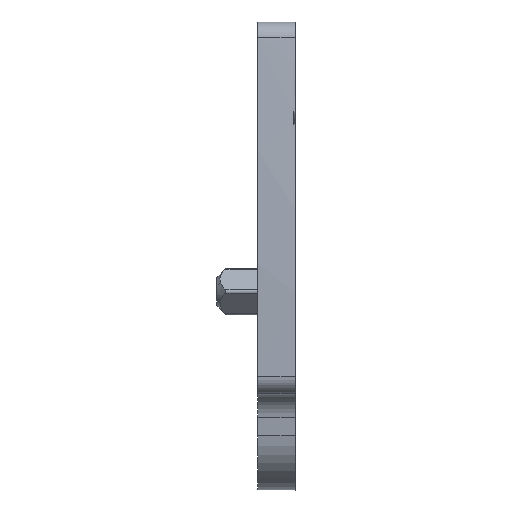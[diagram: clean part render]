
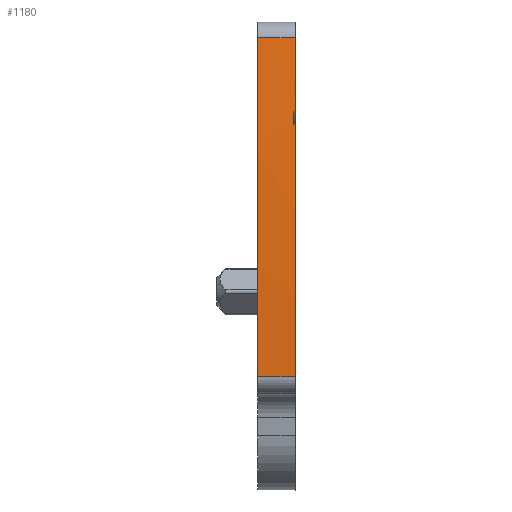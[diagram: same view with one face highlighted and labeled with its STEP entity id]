
A CAD part, front view. The second image highlights one B-rep face of the part: STEP entity #1180.
In plain terms, the highlighted cylindrical face has radius 122.182 mm (diameter 244.364 mm), a partial arc.
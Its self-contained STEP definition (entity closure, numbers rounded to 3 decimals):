
#508=AXIS2_PLACEMENT_3D('Circle Axis2P3D',#506,#507,$) ;
#1128=AXIS2_PLACEMENT_3D('Cylinder Axis2P3D',#1125,#1126,#1127) ;
#1132=AXIS2_PLACEMENT_3D('Circle Axis2P3D',#1130,#1131,$) ;
#1146=AXIS2_PLACEMENT_3D('Circle Axis2P3D',#1144,#1145,$) ;
#1160=AXIS2_PLACEMENT_3D('Circle Axis2P3D',#1158,#1159,$) ;
#503=CARTESIAN_POINT('Vertex',(2.3,0.056,6.37)) ;
#506=CARTESIAN_POINT('Axis2P3D Location',(2.3,122.182,10.056)) ;
#510=CARTESIAN_POINT('Vertex',(2.3,0.971,25.426)) ;
#1110=CARTESIAN_POINT('Vertex',(4.4,0.056,6.37)) ;
#1113=CARTESIAN_POINT('Line Origine',(3.35,0.056,6.37)) ;
#1125=CARTESIAN_POINT('Axis2P3D Location',(3.35,122.182,10.056)) ;
#1130=CARTESIAN_POINT('Axis2P3D Location',(4.4,122.182,10.056)) ;
#1134=CARTESIAN_POINT('Vertex',(4.4,0.452,20.55)) ;
#1137=CARTESIAN_POINT('Line Origine',(3.35,0.452,20.55)) ;
#1141=CARTESIAN_POINT('Vertex',(4.3,0.452,20.55)) ;
#1144=CARTESIAN_POINT('Axis2P3D Location',(4.3,122.182,10.056)) ;
#1148=CARTESIAN_POINT('Vertex',(4.3,0.514,21.25)) ;
#1151=CARTESIAN_POINT('Line Origine',(3.35,0.514,21.25)) ;
#1155=CARTESIAN_POINT('Vertex',(4.4,0.514,21.25)) ;
#1158=CARTESIAN_POINT('Axis2P3D Location',(4.4,122.182,10.056)) ;
#1162=CARTESIAN_POINT('Vertex',(4.4,0.971,25.426)) ;
#1165=CARTESIAN_POINT('Line Origine',(3.35,0.971,25.426)) ;
#507=DIRECTION('Axis2P3D Direction',(1.,0.,0.)) ;
#1114=DIRECTION('Vector Direction',(1.,0.,0.)) ;
#1126=DIRECTION('Axis2P3D Direction',(1.,0.,0.)) ;
#1127=DIRECTION('Axis2P3D XDirection',(0.,-0.992,0.126)) ;
#1131=DIRECTION('Axis2P3D Direction',(1.,0.,0.)) ;
#1138=DIRECTION('Vector Direction',(1.,0.,0.)) ;
#1145=DIRECTION('Axis2P3D Direction',(1.,0.,0.)) ;
#1152=DIRECTION('Vector Direction',(1.,0.,0.)) ;
#1159=DIRECTION('Axis2P3D Direction',(1.,0.,0.)) ;
#1166=DIRECTION('Vector Direction',(1.,0.,0.)) ;
#1115=VECTOR('Line Direction',#1114,1.) ;
#1139=VECTOR('Line Direction',#1138,1.) ;
#1153=VECTOR('Line Direction',#1152,1.) ;
#1167=VECTOR('Line Direction',#1166,1.) ;
#1171=ORIENTED_EDGE('',*,*,#1117,.T.) ;
#1172=ORIENTED_EDGE('',*,*,#1136,.F.) ;
#1173=ORIENTED_EDGE('',*,*,#1143,.T.) ;
#1174=ORIENTED_EDGE('',*,*,#1150,.F.) ;
#1175=ORIENTED_EDGE('',*,*,#1157,.F.) ;
#1176=ORIENTED_EDGE('',*,*,#1164,.F.) ;
#1177=ORIENTED_EDGE('',*,*,#1169,.F.) ;
#1178=ORIENTED_EDGE('',*,*,#512,.F.) ;
#1180=ADVANCED_FACE('AEP',(#1179),#1129,.T.) ;
#509=CIRCLE('generated circle',#508,122.182) ;
#1133=CIRCLE('generated circle',#1132,122.182) ;
#1147=CIRCLE('generated circle',#1146,122.182) ;
#1161=CIRCLE('generated circle',#1160,122.182) ;
#1129=CYLINDRICAL_SURFACE('generated cylinder',#1128,122.182) ;
#512=EDGE_CURVE('',#504,#511,#509,.F.) ;
#1117=EDGE_CURVE('',#504,#1111,#1116,.T.) ;
#1136=EDGE_CURVE('',#1135,#1111,#1133,.T.) ;
#1143=EDGE_CURVE('',#1135,#1142,#1140,.F.) ;
#1150=EDGE_CURVE('',#1149,#1142,#1147,.T.) ;
#1157=EDGE_CURVE('',#1156,#1149,#1154,.F.) ;
#1164=EDGE_CURVE('',#1163,#1156,#1161,.T.) ;
#1169=EDGE_CURVE('',#511,#1163,#1168,.T.) ;
#1170=EDGE_LOOP('',(#1171,#1172,#1173,#1174,#1175,#1176,#1177,#1178)) ;
#1179=FACE_OUTER_BOUND('',#1170,.T.) ;
#1116=LINE('Line',#1113,#1115) ;
#1140=LINE('Line',#1137,#1139) ;
#1154=LINE('Line',#1151,#1153) ;
#1168=LINE('Line',#1165,#1167) ;
#504=VERTEX_POINT('',#503) ;
#511=VERTEX_POINT('',#510) ;
#1111=VERTEX_POINT('',#1110) ;
#1135=VERTEX_POINT('',#1134) ;
#1142=VERTEX_POINT('',#1141) ;
#1149=VERTEX_POINT('',#1148) ;
#1156=VERTEX_POINT('',#1155) ;
#1163=VERTEX_POINT('',#1162) ;
